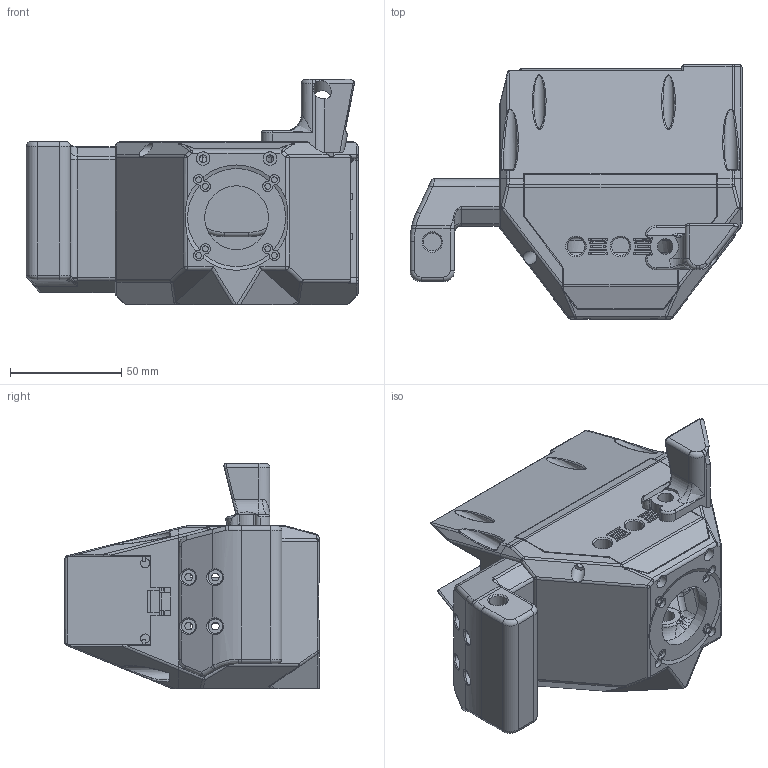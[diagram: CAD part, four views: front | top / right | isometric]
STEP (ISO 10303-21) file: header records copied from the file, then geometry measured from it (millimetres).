
FILE_DESCRIPTION(/* description */ (''),/* implementation_level */ '2;1');
FILE_NAME(/* name */ 'CinepiCamera_Straight.stp',/* time_stamp */ '2025-06-30T11:32:57-07:00',/* author */ (''),/* organization */ (''),/* preprocessor_version */ 'Fusion360',/* originating_system */ 'Fusion360',/* authorisation */ '');
FILE_SCHEMA (('AUTOMOTIVE_DESIGN { 1 0 10303 214 3 1 1 1 }'));
Length unit declared in the file: millimetre
Products named in the file (1): CinepiCamera_Straight_objects
Bounding box: 149 x 114 x 101 mm (x, y, z)
Volume: 307536.2 mm3; surface area: 124528.7 mm2
Topology: 6 solids, 6 shells, 1302 faces, 3488 edges, 2142 vertices
Faces by surface type: plane 451, cylinder 437, bspline 278, torus 82, cone 44, sphere 10
Full cylindrical faces by diameter (mm): 2.5 x2, 2.6 x8, 2.9 x4, 3 x2, 3.4 x12, 3.6 x1, 4 x13, 4.1 x2, 5.1 x4, 6.1 x5, 6.5 x8, 7 x1, 8 x11, 25 x1, 28 x1, 28.6 x1
Entity records: 45804 total; most frequent: CARTESIAN_POINT 14971, ORIENTED_EDGE 6580, DIRECTION 6249, EDGE_CURVE 3290, AXIS2_PLACEMENT_3D 2411, VERTEX_POINT 2091, EDGE_LOOP 1545, LINE 1427
